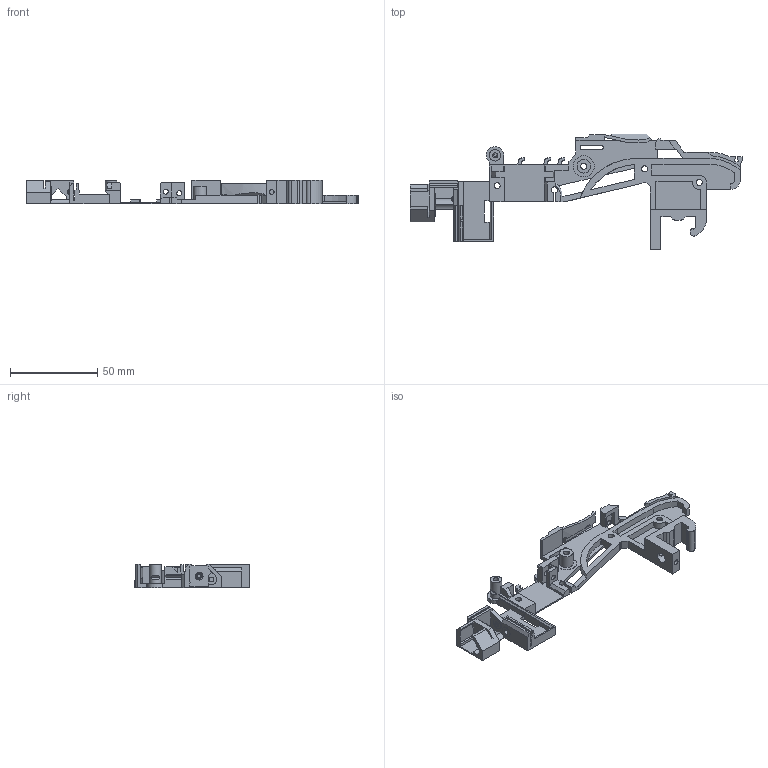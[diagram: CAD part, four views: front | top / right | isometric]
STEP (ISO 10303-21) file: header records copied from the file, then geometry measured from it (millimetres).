
FILE_DESCRIPTION(/* description */ (''),/* implementation_level */ '2;1');
FILE_NAME(/* name */ '',/* time_stamp */ '2025-06-09T22:14:45+08:00',/* author */ (''),/* organization */ (''),/* preprocessor_version */ 'ST-DEVELOPER v20.1',/* originating_system */ 'Autodesk Translation Framework v14.10.0.0',/* authorisation */ '');
FILE_SCHEMA (('AUTOMOTIVE_DESIGN { 1 0 10303 214 3 1 1 }'));
Length unit declared in the file: millimetre
Products named in the file (1): max-feeder-8mm-pokertip4
Bounding box: 189.9 x 66.1 x 13.7 mm (x, y, z)
Volume: 21682.2 mm3; surface area: 22205 mm2
Topology: 1 solids, 1 shells, 365 faces, 1036 edges, 684 vertices
Faces by surface type: plane 288, cylinder 65, cone 8, bspline 4
Full cylindrical faces by diameter (mm): 2.85 x9, 3.15 x1, 3.4 x3, 4.5 x1, 6 x8, 6.5 x1, 7.7 x1, 12 x1
Entity records: 12347 total; most frequent: CARTESIAN_POINT 2636, ORIENTED_EDGE 2072, DIRECTION 1897, EDGE_CURVE 1036, LINE 865, VECTOR 865, VERTEX_POINT 684, AXIS2_PLACEMENT_3D 516
